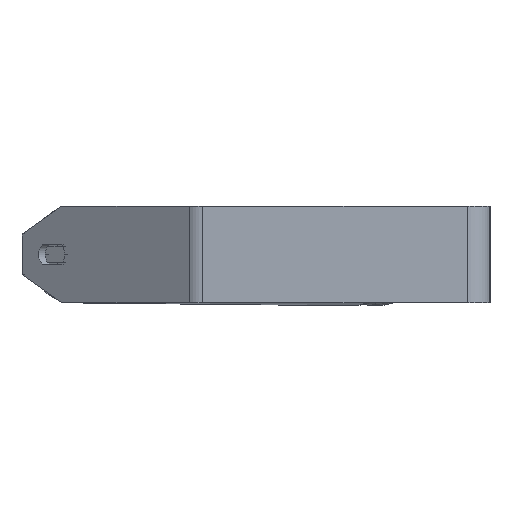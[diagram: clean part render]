
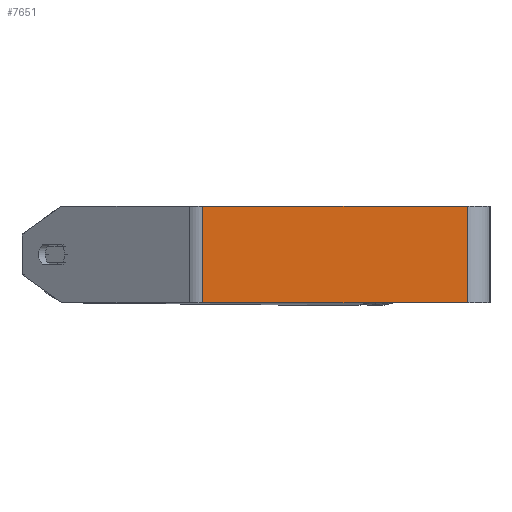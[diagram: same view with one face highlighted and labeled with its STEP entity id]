
A CAD part, left-side view. The second image highlights one B-rep face of the part: STEP entity #7651.
In plain terms, the highlighted planar face has unit normal (-1, 0, 0).
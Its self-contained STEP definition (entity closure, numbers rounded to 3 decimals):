
#324 = DIRECTION ( 'NONE',  ( 1., 0., 0. ) ) ;
#423 = CARTESIAN_POINT ( 'NONE',  ( -525., 178.509, 30. ) ) ;
#615 = VERTEX_POINT ( 'NONE', #5017 ) ;
#1212 = VERTEX_POINT ( 'NONE', #3981 ) ;
#1308 = DIRECTION ( 'NONE',  ( 0., -1., 0. ) ) ;
#1678 = VECTOR ( 'NONE', #7220, 1000. ) ;
#1688 = PLANE ( 'NONE',  #2556 ) ;
#1847 = DIRECTION ( 'NONE',  ( 0., 0., -1. ) ) ;
#1988 = LINE ( 'NONE', #6849, #3630 ) ;
#2505 = CARTESIAN_POINT ( 'NONE',  ( -525., 14., 30. ) ) ;
#2556 = AXIS2_PLACEMENT_3D ( 'NONE', #3695, #324, #5084 ) ;
#3217 = ORIENTED_EDGE ( 'NONE', *, *, #6170, .T. ) ;
#3587 = ORIENTED_EDGE ( 'NONE', *, *, #3637, .F. ) ;
#3630 = VECTOR ( 'NONE', #1308, 1000. ) ;
#3637 = EDGE_CURVE ( 'NONE', #615, #6676, #7420, .T. ) ;
#3695 = CARTESIAN_POINT ( 'NONE',  ( -525., 182.923, 30. ) ) ;
#3786 = LINE ( 'NONE', #423, #1678 ) ;
#3981 = CARTESIAN_POINT ( 'NONE',  ( -525., 178.509, -30. ) ) ;
#4334 = ORIENTED_EDGE ( 'NONE', *, *, #8795, .F. ) ;
#4925 = CARTESIAN_POINT ( 'NONE',  ( -525., 14., 30. ) ) ;
#5001 = EDGE_CURVE ( 'NONE', #615, #1212, #3786, .T. ) ;
#5017 = CARTESIAN_POINT ( 'NONE',  ( -525., 178.509, 30. ) ) ;
#5084 = DIRECTION ( 'NONE',  ( 0., 0., -1. ) ) ;
#5177 = VECTOR ( 'NONE', #5505, 1000. ) ;
#5505 = DIRECTION ( 'NONE',  ( 0., -1., 0. ) ) ;
#5775 = VECTOR ( 'NONE', #1847, 1000. ) ;
#6089 = CARTESIAN_POINT ( 'NONE',  ( -525., 182.923, 30. ) ) ;
#6170 = EDGE_CURVE ( 'NONE', #1212, #7017, #1988, .T. ) ;
#6676 = VERTEX_POINT ( 'NONE', #4925 ) ;
#6849 = CARTESIAN_POINT ( 'NONE',  ( -525., 182.923, -30. ) ) ;
#6968 = EDGE_LOOP ( 'NONE', ( #3217, #4334, #3587, #7091 ) ) ;
#7017 = VERTEX_POINT ( 'NONE', #7869 ) ;
#7091 = ORIENTED_EDGE ( 'NONE', *, *, #5001, .T. ) ;
#7220 = DIRECTION ( 'NONE',  ( 0., 0., -1. ) ) ;
#7420 = LINE ( 'NONE', #6089, #5177 ) ;
#7651 = ADVANCED_FACE ( 'NONE', ( #7746 ), #1688, .F. ) ;
#7746 = FACE_OUTER_BOUND ( 'NONE', #6968, .T. ) ;
#7869 = CARTESIAN_POINT ( 'NONE',  ( -525., 14., -30. ) ) ;
#8588 = LINE ( 'NONE', #2505, #5775 ) ;
#8795 = EDGE_CURVE ( 'NONE', #6676, #7017, #8588, .T. ) ;
